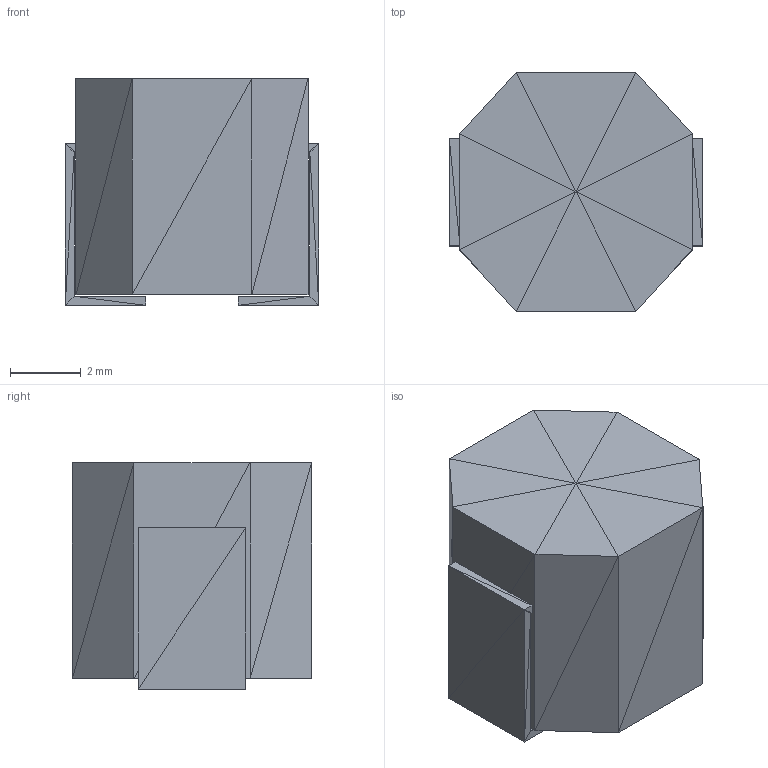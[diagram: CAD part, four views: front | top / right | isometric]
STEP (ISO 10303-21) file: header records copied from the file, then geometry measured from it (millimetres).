
FILE_DESCRIPTION(('STEP AP214'),'1');
FILE_NAME('XAL6060','2020-09-12T14:06:08',(''),(''),'','','');
FILE_SCHEMA(('AUTOMOTIVE_DESIGN'));
Length unit declared in the file: millimetre
Products named in the file (1): product
Bounding box: 7.16 x 6.76 x 6.4 mm (x, y, z)
Surface area: 306.7 mm2 (no closed solid volume)
Topology: 0 solids, 88 shells, 88 faces, 264 edges, 264 vertices
Faces by surface type: plane 88
Entity records: 2963 total; most frequent: CARTESIAN_POINT 617, DIRECTION 442, ORIENTED_EDGE 264, EDGE_CURVE 264, VERTEX_POINT 264, LINE 264, VECTOR 264, AXIS2_PLACEMENT_3D 89
